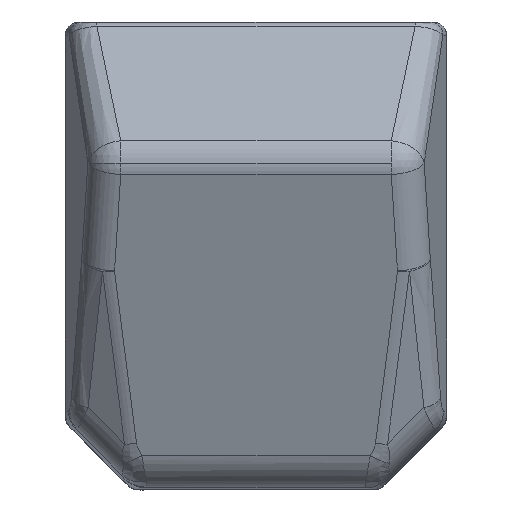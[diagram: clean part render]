
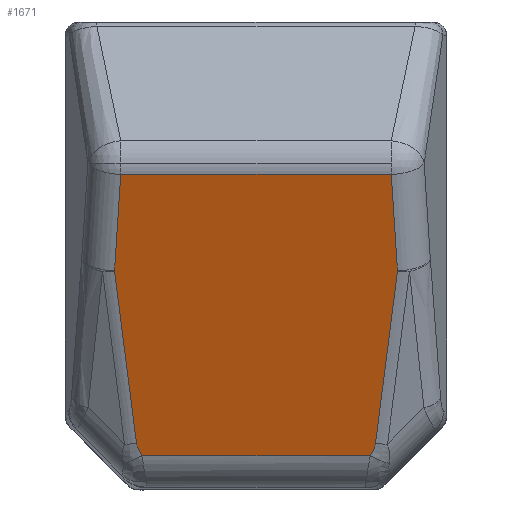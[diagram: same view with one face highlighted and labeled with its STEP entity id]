
A CAD part, left-side view. The second image highlights one B-rep face of the part: STEP entity #1671.
In plain terms, the highlighted planar face has unit normal (-0.94, 0, -0.342).
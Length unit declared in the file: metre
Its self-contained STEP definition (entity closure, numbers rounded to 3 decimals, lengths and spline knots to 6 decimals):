
#97 = ORIENTED_EDGE ( 'NONE', *, *, #5559, .F. ) ;
#361 = EDGE_CURVE ( 'NONE', #5753, #2886, #4121, .T. ) ;
#420 = CARTESIAN_POINT ( 'NONE',  ( -16.517476, -0.890548, -3.625594 ) ) ;
#537 = ORIENTED_EDGE ( 'NONE', *, *, #5526, .F. ) ;
#1047 = CARTESIAN_POINT ( 'NONE',  ( -16.52602, -0.893541, -3.602121 ) ) ;
#1090 = CARTESIAN_POINT ( 'NONE',  ( -17.258265, -1.215052, -1.590294 ) ) ;
#1178 = CARTESIAN_POINT ( 'NONE',  ( -17.58427, -1.264199, -0.694604 ) ) ;
#1189 = VECTOR ( 'NONE', #3748, 1. ) ;
#1216 = DIRECTION ( 'NONE',  ( 0.34, 0.119, -0.933 ) ) ;
#1259 = EDGE_CURVE ( 'NONE', #1355, #6269, #3920, .T. ) ;
#1304 = CARTESIAN_POINT ( 'NONE',  ( -17.258265, 1.011623, -1.590294 ) ) ;
#1349 = DIRECTION ( 'NONE',  ( -0.34, 0.119, 0.933 ) ) ;
#1355 = VERTEX_POINT ( 'NONE', #1047 ) ;
#1376 = CARTESIAN_POINT ( 'NONE',  ( -17.258265, -1.011623, -1.590294 ) ) ;
#1558 = EDGE_LOOP ( 'NONE', ( #6176, #97, #7026, #2262, #1806, #3062, #5943, #537 ) ) ;
#1671 = ADVANCED_FACE ( 'NONE', ( #2241 ), #5049, .T. ) ;
#1680 = DIRECTION ( 'NONE',  ( 0., -1., 0. ) ) ;
#1806 = ORIENTED_EDGE ( 'NONE', *, *, #4485, .F. ) ;
#1888 = VECTOR ( 'NONE', #5099, 1. ) ;
#2044 = CARTESIAN_POINT ( 'NONE',  ( -16.492705, -0.854297, -3.693652 ) ) ;
#2233 = VERTEX_POINT ( 'NONE', #1304 ) ;
#2241 = FACE_OUTER_BOUND ( 'NONE', #1558, .T. ) ;
#2262 = ORIENTED_EDGE ( 'NONE', *, *, #361, .F. ) ;
#2309 = LINE ( 'NONE', #1178, #3627 ) ;
#2467 = LINE ( 'NONE', #1090, #4927 ) ;
#2771 = CARTESIAN_POINT ( 'NONE',  ( -16.995455, 1.057963, -2.312359 ) ) ;
#2785 = CARTESIAN_POINT ( 'NONE',  ( -17.636067, 0., -0.552292 ) ) ;
#2805 = CARTESIAN_POINT ( 'NONE',  ( -16.492705, -0.854297, -3.693652 ) ) ;
#2817 = VECTOR ( 'NONE', #1349, 1. ) ;
#2886 = VERTEX_POINT ( 'NONE', #4848 ) ;
#3008 = CARTESIAN_POINT ( 'NONE',  ( -16.995455, -1.057963, -2.312359 ) ) ;
#3062 = ORIENTED_EDGE ( 'NONE', *, *, #1259, .F. ) ;
#3159 = DIRECTION ( 'NONE',  ( 0.341, -0.06, -0.938 ) ) ;
#3407 = DIRECTION ( 'NONE',  ( -0.94, 0., -0.342 ) ) ;
#3485 = LINE ( 'NONE', #4593, #1888 ) ;
#3532 = CARTESIAN_POINT ( 'NONE',  ( -16.492705, 0.854297, -3.693652 ) ) ;
#3627 = VECTOR ( 'NONE', #1216, 1. ) ;
#3748 = DIRECTION ( 'NONE',  ( -0.341, -0.06, 0.938 ) ) ;
#3809 = EDGE_CURVE ( 'NONE', #5397, #1355, #2309, .T. ) ;
#3920 =( BOUNDED_CURVE ( )  B_SPLINE_CURVE ( 3, ( #7124, #420, #5479, #2044 ),
 .UNSPECIFIED., .F., .T. ) 
 B_SPLINE_CURVE_WITH_KNOTS ( ( 4, 4 ),
 ( 0.28109, 0.681911 ),
 .UNSPECIFIED. ) 
 CURVE ( )  GEOMETRIC_REPRESENTATION_ITEM ( )  RATIONAL_B_SPLINE_CURVE ( ( 1., 0.987, 0.987, 1. ) ) 
 REPRESENTATION_ITEM ( '' )  );
#3954 = AXIS2_PLACEMENT_3D ( 'NONE', #2785, #3407, #5087 ) ;
#4121 =( BOUNDED_CURVE ( )  B_SPLINE_CURVE ( 3, ( #3532, #5069, #5217, #4670 ),
 .UNSPECIFIED., .F., .F. ) 
 B_SPLINE_CURVE_WITH_KNOTS ( ( 4, 4 ),
 ( 2.459682, 2.860503 ),
 .UNSPECIFIED. ) 
 CURVE ( )  GEOMETRIC_REPRESENTATION_ITEM ( )  RATIONAL_B_SPLINE_CURVE ( ( 1., 0.987, 0.987, 1. ) ) 
 REPRESENTATION_ITEM ( '' )  );
#4165 = VERTEX_POINT ( 'NONE', #2771 ) ;
#4184 = CARTESIAN_POINT ( 'NONE',  ( -17.655488, -0.941582, -0.498933 ) ) ;
#4196 = LINE ( 'NONE', #5771, #2817 ) ;
#4221 = LINE ( 'NONE', #5286, #1189 ) ;
#4347 = VECTOR ( 'NONE', #3159, 1. ) ;
#4485 = EDGE_CURVE ( 'NONE', #6269, #5753, #3485, .T. ) ;
#4593 = CARTESIAN_POINT ( 'NONE',  ( -16.492705, 0., -3.693652 ) ) ;
#4619 = VERTEX_POINT ( 'NONE', #1376 ) ;
#4670 = CARTESIAN_POINT ( 'NONE',  ( -16.52602, 0.893541, -3.602121 ) ) ;
#4848 = CARTESIAN_POINT ( 'NONE',  ( -16.52602, 0.893541, -3.602121 ) ) ;
#4927 = VECTOR ( 'NONE', #1680, 1. ) ;
#5049 = PLANE ( 'NONE',  #3954 ) ;
#5069 = CARTESIAN_POINT ( 'NONE',  ( -16.506221, 0.87729, -3.656517 ) ) ;
#5087 = DIRECTION ( 'NONE',  ( -0.342, 0., 0.94 ) ) ;
#5099 = DIRECTION ( 'NONE',  ( 0., 1., 0. ) ) ;
#5217 = CARTESIAN_POINT ( 'NONE',  ( -16.517476, 0.890548, -3.625594 ) ) ;
#5286 = CARTESIAN_POINT ( 'NONE',  ( -17.655488, 0.941582, -0.498933 ) ) ;
#5359 = EDGE_CURVE ( 'NONE', #2233, #4619, #2467, .T. ) ;
#5397 = VERTEX_POINT ( 'NONE', #3008 ) ;
#5479 = CARTESIAN_POINT ( 'NONE',  ( -16.506221, -0.87729, -3.656517 ) ) ;
#5526 = EDGE_CURVE ( 'NONE', #4619, #5397, #7081, .T. ) ;
#5559 = EDGE_CURVE ( 'NONE', #4165, #2233, #4221, .T. ) ;
#5753 = VERTEX_POINT ( 'NONE', #6520 ) ;
#5771 = CARTESIAN_POINT ( 'NONE',  ( -17.58427, 1.264199, -0.694604 ) ) ;
#5943 = ORIENTED_EDGE ( 'NONE', *, *, #3809, .F. ) ;
#6176 = ORIENTED_EDGE ( 'NONE', *, *, #5359, .F. ) ;
#6269 = VERTEX_POINT ( 'NONE', #2805 ) ;
#6413 = EDGE_CURVE ( 'NONE', #2886, #4165, #4196, .T. ) ;
#6520 = CARTESIAN_POINT ( 'NONE',  ( -16.492705, 0.854297, -3.693652 ) ) ;
#7026 = ORIENTED_EDGE ( 'NONE', *, *, #6413, .F. ) ;
#7081 = LINE ( 'NONE', #4184, #4347 ) ;
#7124 = CARTESIAN_POINT ( 'NONE',  ( -16.52602, -0.893541, -3.602121 ) ) ;
